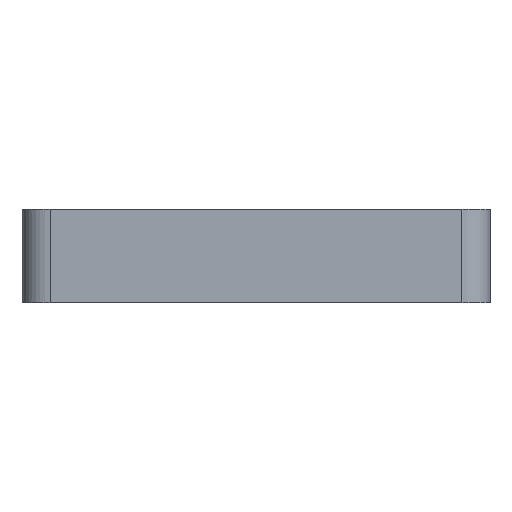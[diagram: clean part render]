
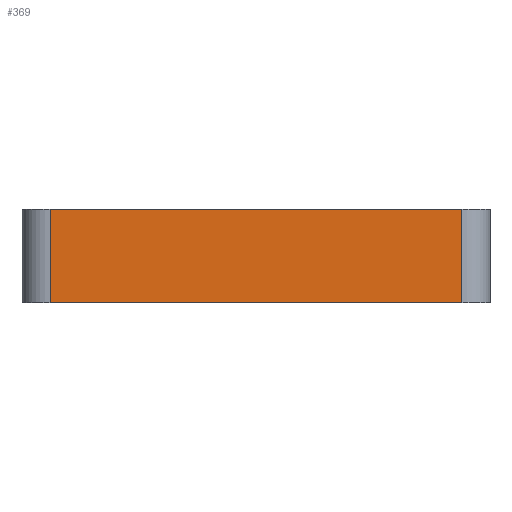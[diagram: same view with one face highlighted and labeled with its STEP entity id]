
A CAD part, front view. The second image highlights one B-rep face of the part: STEP entity #369.
In plain terms, the highlighted planar face has unit normal (0, -1, 0).
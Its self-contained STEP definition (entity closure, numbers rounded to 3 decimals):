
#72 = PLANE('',#73);
#73 = AXIS2_PLACEMENT_3D('',#74,#75,#76);
#74 = CARTESIAN_POINT('',(-110.,125.,50.));
#75 = DIRECTION('',(0.,0.,1.));
#76 = DIRECTION('',(1.,0.,0.));
#126 = PLANE('',#127);
#127 = AXIS2_PLACEMENT_3D('',#128,#129,#130);
#128 = CARTESIAN_POINT('',(-110.,125.,0.));
#129 = DIRECTION('',(0.,0.,1.));
#130 = DIRECTION('',(1.,0.,0.));
#259 = CYLINDRICAL_SURFACE('',#260,15.);
#260 = AXIS2_PLACEMENT_3D('',#261,#262,#263);
#261 = CARTESIAN_POINT('',(110.,-110.,0.));
#262 = DIRECTION('',(-0.,-0.,-1.));
#263 = DIRECTION('',(1.,0.,0.));
#295 = EDGE_CURVE('',#296,#298,#300,.T.);
#296 = VERTEX_POINT('',#297);
#297 = CARTESIAN_POINT('',(110.,-125.,0.));
#298 = VERTEX_POINT('',#299);
#299 = CARTESIAN_POINT('',(110.,-125.,50.));
#300 = SURFACE_CURVE('',#301,(#305,#312),.PCURVE_S1.);
#301 = LINE('',#302,#303);
#302 = CARTESIAN_POINT('',(110.,-125.,0.));
#303 = VECTOR('',#304,1.);
#304 = DIRECTION('',(0.,0.,1.));
#305 = PCURVE('',#259,#306);
#306 = DEFINITIONAL_REPRESENTATION('',(#307),#311);
#307 = LINE('',#308,#309);
#308 = CARTESIAN_POINT('',(-4.712,0.));
#309 = VECTOR('',#310,1.);
#310 = DIRECTION('',(-0.,-1.));
#311 = ( GEOMETRIC_REPRESENTATION_CONTEXT(2) 
PARAMETRIC_REPRESENTATION_CONTEXT() REPRESENTATION_CONTEXT('2D SPACE',''
  ) );
#312 = PCURVE('',#313,#318);
#313 = PLANE('',#314);
#314 = AXIS2_PLACEMENT_3D('',#315,#316,#317);
#315 = CARTESIAN_POINT('',(110.,-125.,0.));
#316 = DIRECTION('',(0.,-1.,0.));
#317 = DIRECTION('',(-1.,0.,0.));
#318 = DEFINITIONAL_REPRESENTATION('',(#319),#323);
#319 = LINE('',#320,#321);
#320 = CARTESIAN_POINT('',(0.,-0.));
#321 = VECTOR('',#322,1.);
#322 = DIRECTION('',(0.,-1.));
#323 = ( GEOMETRIC_REPRESENTATION_CONTEXT(2) 
PARAMETRIC_REPRESENTATION_CONTEXT() REPRESENTATION_CONTEXT('2D SPACE',''
  ) );
#369 = ADVANCED_FACE('',(#370),#313,.T.);
#370 = FACE_BOUND('',#371,.T.);
#371 = EDGE_LOOP('',(#372,#373,#396,#424));
#372 = ORIENTED_EDGE('',*,*,#295,.T.);
#373 = ORIENTED_EDGE('',*,*,#374,.T.);
#374 = EDGE_CURVE('',#298,#375,#377,.T.);
#375 = VERTEX_POINT('',#376);
#376 = CARTESIAN_POINT('',(-110.,-125.,50.));
#377 = SURFACE_CURVE('',#378,(#382,#389),.PCURVE_S1.);
#378 = LINE('',#379,#380);
#379 = CARTESIAN_POINT('',(110.,-125.,50.));
#380 = VECTOR('',#381,1.);
#381 = DIRECTION('',(-1.,0.,0.));
#382 = PCURVE('',#313,#383);
#383 = DEFINITIONAL_REPRESENTATION('',(#384),#388);
#384 = LINE('',#385,#386);
#385 = CARTESIAN_POINT('',(0.,-50.));
#386 = VECTOR('',#387,1.);
#387 = DIRECTION('',(1.,0.));
#388 = ( GEOMETRIC_REPRESENTATION_CONTEXT(2) 
PARAMETRIC_REPRESENTATION_CONTEXT() REPRESENTATION_CONTEXT('2D SPACE',''
  ) );
#389 = PCURVE('',#72,#390);
#390 = DEFINITIONAL_REPRESENTATION('',(#391),#395);
#391 = LINE('',#392,#393);
#392 = CARTESIAN_POINT('',(220.,-250.));
#393 = VECTOR('',#394,1.);
#394 = DIRECTION('',(-1.,0.));
#395 = ( GEOMETRIC_REPRESENTATION_CONTEXT(2) 
PARAMETRIC_REPRESENTATION_CONTEXT() REPRESENTATION_CONTEXT('2D SPACE',''
  ) );
#396 = ORIENTED_EDGE('',*,*,#397,.F.);
#397 = EDGE_CURVE('',#398,#375,#400,.T.);
#398 = VERTEX_POINT('',#399);
#399 = CARTESIAN_POINT('',(-110.,-125.,0.));
#400 = SURFACE_CURVE('',#401,(#405,#412),.PCURVE_S1.);
#401 = LINE('',#402,#403);
#402 = CARTESIAN_POINT('',(-110.,-125.,0.));
#403 = VECTOR('',#404,1.);
#404 = DIRECTION('',(0.,0.,1.));
#405 = PCURVE('',#313,#406);
#406 = DEFINITIONAL_REPRESENTATION('',(#407),#411);
#407 = LINE('',#408,#409);
#408 = CARTESIAN_POINT('',(220.,0.));
#409 = VECTOR('',#410,1.);
#410 = DIRECTION('',(0.,-1.));
#411 = ( GEOMETRIC_REPRESENTATION_CONTEXT(2) 
PARAMETRIC_REPRESENTATION_CONTEXT() REPRESENTATION_CONTEXT('2D SPACE',''
  ) );
#412 = PCURVE('',#413,#418);
#413 = CYLINDRICAL_SURFACE('',#414,15.);
#414 = AXIS2_PLACEMENT_3D('',#415,#416,#417);
#415 = CARTESIAN_POINT('',(-110.,-110.,0.));
#416 = DIRECTION('',(-0.,-0.,-1.));
#417 = DIRECTION('',(1.,0.,0.));
#418 = DEFINITIONAL_REPRESENTATION('',(#419),#423);
#419 = LINE('',#420,#421);
#420 = CARTESIAN_POINT('',(-4.712,0.));
#421 = VECTOR('',#422,1.);
#422 = DIRECTION('',(-0.,-1.));
#423 = ( GEOMETRIC_REPRESENTATION_CONTEXT(2) 
PARAMETRIC_REPRESENTATION_CONTEXT() REPRESENTATION_CONTEXT('2D SPACE',''
  ) );
#424 = ORIENTED_EDGE('',*,*,#425,.F.);
#425 = EDGE_CURVE('',#296,#398,#426,.T.);
#426 = SURFACE_CURVE('',#427,(#431,#438),.PCURVE_S1.);
#427 = LINE('',#428,#429);
#428 = CARTESIAN_POINT('',(110.,-125.,0.));
#429 = VECTOR('',#430,1.);
#430 = DIRECTION('',(-1.,0.,0.));
#431 = PCURVE('',#313,#432);
#432 = DEFINITIONAL_REPRESENTATION('',(#433),#437);
#433 = LINE('',#434,#435);
#434 = CARTESIAN_POINT('',(0.,-0.));
#435 = VECTOR('',#436,1.);
#436 = DIRECTION('',(1.,0.));
#437 = ( GEOMETRIC_REPRESENTATION_CONTEXT(2) 
PARAMETRIC_REPRESENTATION_CONTEXT() REPRESENTATION_CONTEXT('2D SPACE',''
  ) );
#438 = PCURVE('',#126,#439);
#439 = DEFINITIONAL_REPRESENTATION('',(#440),#444);
#440 = LINE('',#441,#442);
#441 = CARTESIAN_POINT('',(220.,-250.));
#442 = VECTOR('',#443,1.);
#443 = DIRECTION('',(-1.,0.));
#444 = ( GEOMETRIC_REPRESENTATION_CONTEXT(2) 
PARAMETRIC_REPRESENTATION_CONTEXT() REPRESENTATION_CONTEXT('2D SPACE',''
  ) );
